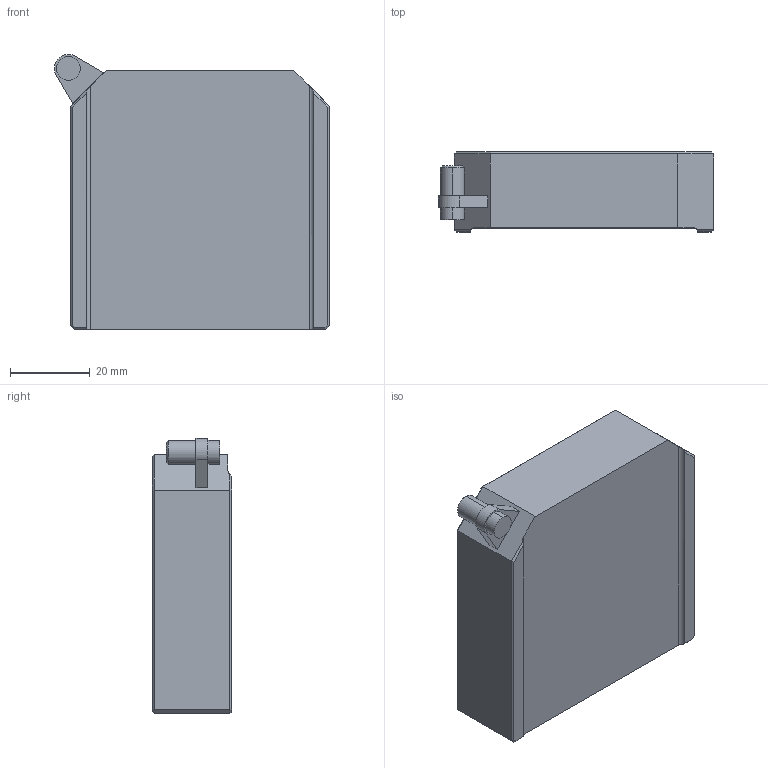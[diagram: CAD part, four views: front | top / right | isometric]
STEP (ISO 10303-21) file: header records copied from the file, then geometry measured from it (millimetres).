
FILE_DESCRIPTION (( 'STEP AP203' ), '1' );
FILE_NAME ('BPMB-4.step', '2019-05-09T08:56:32', ( '' ), ( '' ), 'SwSTEP 2.0', 'SolidWorks 2016', '' );
FILE_SCHEMA (( 'CONFIG_CONTROL_DESIGN' ));
Length unit declared in the file: millimetre
Products named in the file (1): BPMB-4
Bounding box: 69 x 20 x 69 mm (x, y, z)
Volume: 78222.6 mm3; surface area: 14796.5 mm2
Topology: 1 solids, 1 shells, 229 faces, 608 edges, 385 vertices
Faces by surface type: plane 184, cylinder 25, cone 20
Entity records: 6911 total; most frequent: CARTESIAN_POINT 1223, ORIENTED_EDGE 1180, DIRECTION 1094, EDGE_CURVE 590, VECTOR 534, LINE 534, VERTEX_POINT 385, AXIS2_PLACEMENT_3D 280
